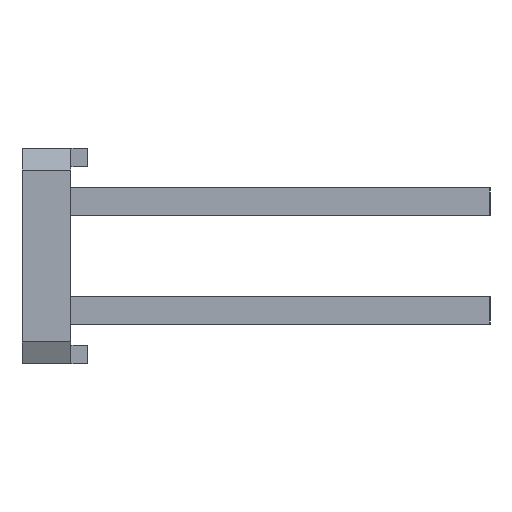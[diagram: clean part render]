
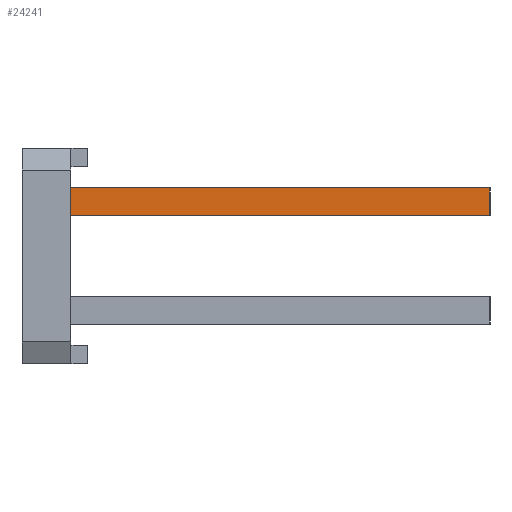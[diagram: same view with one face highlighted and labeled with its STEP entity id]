
A CAD part, left-side view. The second image highlights one B-rep face of the part: STEP entity #24241.
In plain terms, the highlighted planar face has unit normal (-1, 0, 0).
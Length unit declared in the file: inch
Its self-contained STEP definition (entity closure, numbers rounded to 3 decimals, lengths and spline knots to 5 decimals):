
#247=ORIENTED_EDGE('',*,*,#7249,.F.);
#248=ORIENTED_EDGE('',*,*,#7038,.F.);
#249=ORIENTED_EDGE('',*,*,#7250,.F.);
#250=ORIENTED_EDGE('',*,*,#7251,.F.);
#7038=EDGE_CURVE('',#10540,#10538,#12840,.T.);
#7249=EDGE_CURVE('',#10538,#10749,#13051,.T.);
#7250=EDGE_CURVE('',#10750,#10540,#13052,.T.);
#7251=EDGE_CURVE('',#10749,#10750,#13053,.T.);
#10538=VERTEX_POINT('',#32967);
#10540=VERTEX_POINT('',#32971);
#10749=VERTEX_POINT('',#33446);
#10750=VERTEX_POINT('',#33448);
#12840=LINE('',#32972,#16342);
#13051=LINE('',#33445,#16553);
#13052=LINE('',#33447,#16554);
#13053=LINE('',#33449,#16555);
#16342=VECTOR('',#26842,39.37008);
#16553=VECTOR('',#27161,39.37008);
#16554=VECTOR('',#27162,39.37008);
#16555=VECTOR('',#27163,39.37008);
#19895=EDGE_LOOP('',(#247,#248,#249,#250));
#21413=FACE_BOUND('',#19895,.T.);
#22931=PLANE('',#25577);
#24241=ADVANCED_FACE('',(#21413),#22931,.F.);
#25577=AXIS2_PLACEMENT_3D('',#33444,#27159,#27160);
#26842=DIRECTION('',(0.,0.,-1.));
#27159=DIRECTION('',(1.,0.,0.));
#27160=DIRECTION('',(0.,0.,-1.));
#27161=DIRECTION('',(0.,1.,0.));
#27162=DIRECTION('',(0.,-1.,0.));
#27163=DIRECTION('',(0.,0.,1.));
#32967=CARTESIAN_POINT('',(-1.2625,0.,0.0375));
#32971=CARTESIAN_POINT('',(-1.2625,0.,0.0625));
#32972=CARTESIAN_POINT('',(-1.2625,0.,0.0625));
#33444=CARTESIAN_POINT('',(-1.2625,0.43,0.0625));
#33445=CARTESIAN_POINT('',(-1.2625,0.43,0.0375));
#33446=CARTESIAN_POINT('',(-1.2625,0.39,0.0375));
#33447=CARTESIAN_POINT('',(-1.2625,0.43,0.0625));
#33448=CARTESIAN_POINT('',(-1.2625,0.39,0.0625));
#33449=CARTESIAN_POINT('',(-1.2625,0.39,0.0625));
